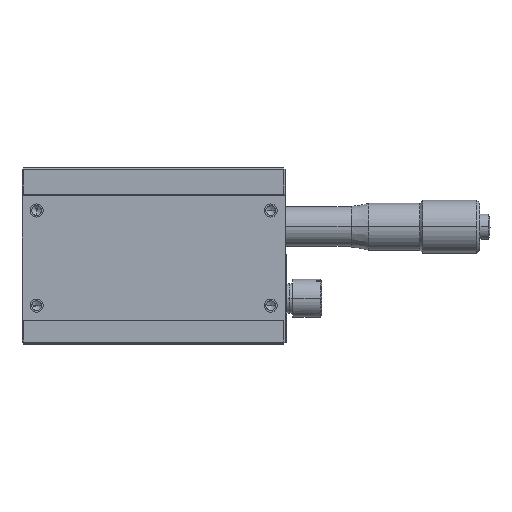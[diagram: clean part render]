
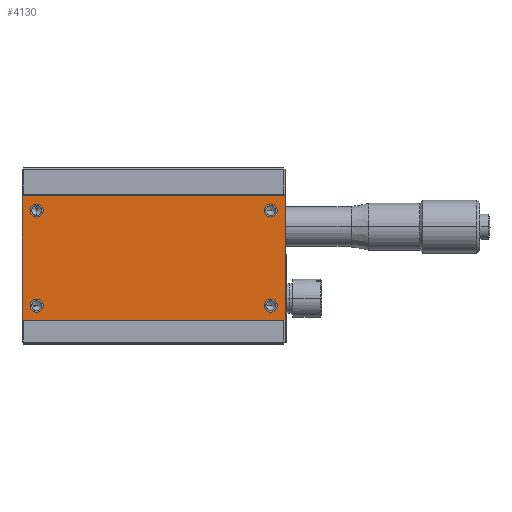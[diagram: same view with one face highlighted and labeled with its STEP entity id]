
A CAD part, top view. The second image highlights one B-rep face of the part: STEP entity #4130.
In plain terms, the highlighted planar face has unit normal (0, 0, 1).
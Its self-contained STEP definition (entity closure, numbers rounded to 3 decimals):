
#74 = DIRECTION ( 'NONE',  ( 0., 0., 1. ) ) ;
#154 = AXIS2_PLACEMENT_3D ( 'NONE', #12007, #74, #932 ) ;
#211 = CIRCLE ( 'NONE', #8200, 2.25 ) ;
#394 = CARTESIAN_POINT ( 'NONE',  ( 45., -52., 26.5 ) ) ;
#496 = LINE ( 'NONE', #5250, #7682 ) ;
#497 = DIRECTION ( 'NONE',  ( 1., 0., 0. ) ) ;
#894 = DIRECTION ( 'NONE',  ( 1., 0., 0. ) ) ;
#932 = DIRECTION ( 'NONE',  ( 1., 0., 0. ) ) ;
#968 = LINE ( 'NONE', #11977, #7132 ) ;
#1059 = DIRECTION ( 'NONE',  ( 0., 0., -1. ) ) ;
#1491 = DIRECTION ( 'NONE',  ( 0., 0., -1. ) ) ;
#1536 = CIRCLE ( 'NONE', #5169, 2.25 ) ;
#1544 = EDGE_CURVE ( 'NONE', #9037, #11248, #10196, .T. ) ;
#1833 = CARTESIAN_POINT ( 'NONE',  ( -40., -14.5, 26.5 ) ) ;
#1847 = EDGE_LOOP ( 'NONE', ( #13455, #10518 ) ) ;
#2122 = VERTEX_POINT ( 'NONE', #8799 ) ;
#2148 = FACE_BOUND ( 'NONE', #8969, .T. ) ;
#2269 = AXIS2_PLACEMENT_3D ( 'NONE', #1833, #10340, #12692 ) ;
#2631 = CARTESIAN_POINT ( 'NONE',  ( 40., -14.5, 26.5 ) ) ;
#2775 = VERTEX_POINT ( 'NONE', #10630 ) ;
#3162 = DIRECTION ( 'NONE',  ( 1., 0., 0. ) ) ;
#3209 = CARTESIAN_POINT ( 'NONE',  ( 45., -52., 26.5 ) ) ;
#3258 = EDGE_CURVE ( 'NONE', #13526, #12166, #968, .T. ) ;
#3263 = CARTESIAN_POINT ( 'NONE',  ( -42.25, -14.5, 26.5 ) ) ;
#3285 = ORIENTED_EDGE ( 'NONE', *, *, #5264, .T. ) ;
#4130 = ADVANCED_FACE ( 'NONE', ( #4421, #2148, #8723, #9574, #7636 ), #5504, .T. ) ;
#4415 = EDGE_CURVE ( 'NONE', #10595, #13526, #496, .T. ) ;
#4421 = FACE_OUTER_BOUND ( 'NONE', #8998, .T. ) ;
#4457 = CARTESIAN_POINT ( 'NONE',  ( -40., -47., 26.5 ) ) ;
#4477 = EDGE_CURVE ( 'NONE', #9860, #13089, #1536, .T. ) ;
#4571 = EDGE_CURVE ( 'NONE', #2775, #9858, #11580, .T. ) ;
#4668 = ORIENTED_EDGE ( 'NONE', *, *, #7451, .T. ) ;
#4761 = EDGE_LOOP ( 'NONE', ( #4668, #11528 ) ) ;
#4850 = DIRECTION ( 'NONE',  ( 0., 1., 0. ) ) ;
#4911 = DIRECTION ( 'NONE',  ( 0., 0., -1. ) ) ;
#5010 = CARTESIAN_POINT ( 'NONE',  ( -45., -9.5, 26.5 ) ) ;
#5059 = CARTESIAN_POINT ( 'NONE',  ( -40., -47., 26.5 ) ) ;
#5169 = AXIS2_PLACEMENT_3D ( 'NONE', #7396, #6329, #894 ) ;
#5250 = CARTESIAN_POINT ( 'NONE',  ( 45., -9.5, 26.5 ) ) ;
#5264 = EDGE_CURVE ( 'NONE', #12166, #11349, #12871, .T. ) ;
#5421 = DIRECTION ( 'NONE',  ( 1., 0., 0. ) ) ;
#5504 = PLANE ( 'NONE',  #154 ) ;
#5609 = DIRECTION ( 'NONE',  ( -1., 0., 0. ) ) ;
#6148 = CARTESIAN_POINT ( 'NONE',  ( 42.25, -47., 26.5 ) ) ;
#6329 = DIRECTION ( 'NONE',  ( 0., 0., -1. ) ) ;
#6666 = CARTESIAN_POINT ( 'NONE',  ( -45., -9.5, 26.5 ) ) ;
#7132 = VECTOR ( 'NONE', #5609, 1000. ) ;
#7240 = AXIS2_PLACEMENT_3D ( 'NONE', #4457, #10904, #12201 ) ;
#7308 = EDGE_LOOP ( 'NONE', ( #14117, #12259 ) ) ;
#7396 = CARTESIAN_POINT ( 'NONE',  ( 40., -14.5, 26.5 ) ) ;
#7451 = EDGE_CURVE ( 'NONE', #10059, #2122, #10120, .T. ) ;
#7493 = EDGE_CURVE ( 'NONE', #13089, #9860, #12165, .T. ) ;
#7570 = DIRECTION ( 'NONE',  ( 1., 0., 0. ) ) ;
#7636 = FACE_BOUND ( 'NONE', #4761, .T. ) ;
#7652 = ORIENTED_EDGE ( 'NONE', *, *, #7493, .T. ) ;
#7682 = VECTOR ( 'NONE', #4850, 1000. ) ;
#7708 = CARTESIAN_POINT ( 'NONE',  ( -45., -52., 26.5 ) ) ;
#8116 = CARTESIAN_POINT ( 'NONE',  ( 45., -9.5, 26.5 ) ) ;
#8200 = AXIS2_PLACEMENT_3D ( 'NONE', #5059, #9426, #497 ) ;
#8336 = CARTESIAN_POINT ( 'NONE',  ( 37.75, -14.5, 26.5 ) ) ;
#8466 = DIRECTION ( 'NONE',  ( 0., 0., -1. ) ) ;
#8498 = AXIS2_PLACEMENT_3D ( 'NONE', #2631, #4911, #13363 ) ;
#8648 = LINE ( 'NONE', #3209, #13252 ) ;
#8657 = ORIENTED_EDGE ( 'NONE', *, *, #4477, .T. ) ;
#8723 = FACE_BOUND ( 'NONE', #1847, .T. ) ;
#8799 = CARTESIAN_POINT ( 'NONE',  ( 37.75, -47., 26.5 ) ) ;
#8969 = EDGE_LOOP ( 'NONE', ( #8657, #7652 ) ) ;
#8972 = AXIS2_PLACEMENT_3D ( 'NONE', #10215, #1491, #13438 ) ;
#8998 = EDGE_LOOP ( 'NONE', ( #3285, #12260, #9085, #12703 ) ) ;
#9037 = VERTEX_POINT ( 'NONE', #3263 ) ;
#9051 = AXIS2_PLACEMENT_3D ( 'NONE', #10610, #8466, #3162 ) ;
#9085 = ORIENTED_EDGE ( 'NONE', *, *, #4415, .T. ) ;
#9426 = DIRECTION ( 'NONE',  ( 0., 0., -1. ) ) ;
#9442 = DIRECTION ( 'NONE',  ( 0., -1., 0. ) ) ;
#9485 = AXIS2_PLACEMENT_3D ( 'NONE', #10850, #1059, #5421 ) ;
#9574 = FACE_BOUND ( 'NONE', #7308, .T. ) ;
#9714 = CARTESIAN_POINT ( 'NONE',  ( -37.75, -14.5, 26.5 ) ) ;
#9858 = VERTEX_POINT ( 'NONE', #13247 ) ;
#9860 = VERTEX_POINT ( 'NONE', #10964 ) ;
#10059 = VERTEX_POINT ( 'NONE', #6148 ) ;
#10120 = CIRCLE ( 'NONE', #8972, 2.25 ) ;
#10196 = CIRCLE ( 'NONE', #9051, 2.25 ) ;
#10215 = CARTESIAN_POINT ( 'NONE',  ( 40., -47., 26.5 ) ) ;
#10268 = EDGE_CURVE ( 'NONE', #11248, #9037, #10941, .T. ) ;
#10340 = DIRECTION ( 'NONE',  ( 0., 0., -1. ) ) ;
#10518 = ORIENTED_EDGE ( 'NONE', *, *, #1544, .T. ) ;
#10595 = VERTEX_POINT ( 'NONE', #394 ) ;
#10610 = CARTESIAN_POINT ( 'NONE',  ( -40., -14.5, 26.5 ) ) ;
#10630 = CARTESIAN_POINT ( 'NONE',  ( -37.75, -47., 26.5 ) ) ;
#10850 = CARTESIAN_POINT ( 'NONE',  ( 40., -47., 26.5 ) ) ;
#10904 = DIRECTION ( 'NONE',  ( 0., 0., -1. ) ) ;
#10907 = VECTOR ( 'NONE', #9442, 1000. ) ;
#10941 = CIRCLE ( 'NONE', #2269, 2.25 ) ;
#10964 = CARTESIAN_POINT ( 'NONE',  ( 42.25, -14.5, 26.5 ) ) ;
#11248 = VERTEX_POINT ( 'NONE', #9714 ) ;
#11253 = EDGE_CURVE ( 'NONE', #11349, #10595, #8648, .T. ) ;
#11349 = VERTEX_POINT ( 'NONE', #7708 ) ;
#11469 = EDGE_CURVE ( 'NONE', #9858, #2775, #211, .T. ) ;
#11528 = ORIENTED_EDGE ( 'NONE', *, *, #14038, .T. ) ;
#11541 = CIRCLE ( 'NONE', #9485, 2.25 ) ;
#11580 = CIRCLE ( 'NONE', #7240, 2.25 ) ;
#11977 = CARTESIAN_POINT ( 'NONE',  ( 45., -9.5, 26.5 ) ) ;
#12007 = CARTESIAN_POINT ( 'NONE',  ( 45., -9.5, 26.5 ) ) ;
#12165 = CIRCLE ( 'NONE', #8498, 2.25 ) ;
#12166 = VERTEX_POINT ( 'NONE', #6666 ) ;
#12201 = DIRECTION ( 'NONE',  ( 1., 0., 0. ) ) ;
#12259 = ORIENTED_EDGE ( 'NONE', *, *, #11469, .T. ) ;
#12260 = ORIENTED_EDGE ( 'NONE', *, *, #11253, .T. ) ;
#12692 = DIRECTION ( 'NONE',  ( 1., 0., 0. ) ) ;
#12703 = ORIENTED_EDGE ( 'NONE', *, *, #3258, .T. ) ;
#12871 = LINE ( 'NONE', #5010, #10907 ) ;
#13089 = VERTEX_POINT ( 'NONE', #8336 ) ;
#13247 = CARTESIAN_POINT ( 'NONE',  ( -42.25, -47., 26.5 ) ) ;
#13252 = VECTOR ( 'NONE', #7570, 1000. ) ;
#13363 = DIRECTION ( 'NONE',  ( 1., 0., 0. ) ) ;
#13438 = DIRECTION ( 'NONE',  ( 1., 0., 0. ) ) ;
#13455 = ORIENTED_EDGE ( 'NONE', *, *, #10268, .T. ) ;
#13526 = VERTEX_POINT ( 'NONE', #8116 ) ;
#14038 = EDGE_CURVE ( 'NONE', #2122, #10059, #11541, .T. ) ;
#14117 = ORIENTED_EDGE ( 'NONE', *, *, #4571, .T. ) ;
